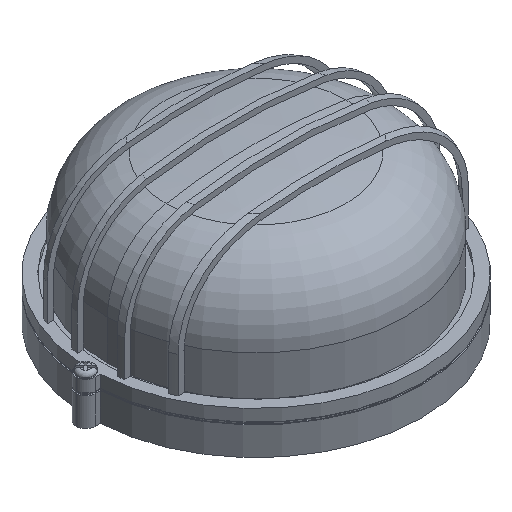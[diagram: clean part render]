
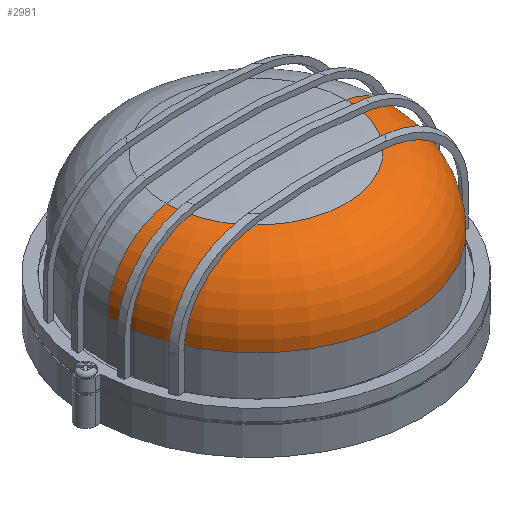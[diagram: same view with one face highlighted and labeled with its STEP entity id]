
A CAD part, isometric view. The second image highlights one B-rep face of the part: STEP entity #2981.
In plain terms, the highlighted toroidal (fillet/blend) face has major radius 41.419 mm and minor radius 37.081 mm.
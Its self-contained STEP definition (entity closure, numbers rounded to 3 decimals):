
#342 = CIRCLE ( 'NONE', #5380, 78.5 ) ;
#538 = EDGE_CURVE ( 'NONE', #3126, #1229, #342, .T. ) ;
#621 = VERTEX_POINT ( 'NONE', #2456 ) ;
#864 = EDGE_CURVE ( 'NONE', #621, #1616, #5563, .T. ) ;
#1229 = VERTEX_POINT ( 'NONE', #3090 ) ;
#1306 = DIRECTION ( 'NONE',  ( 0., 0., 1. ) ) ;
#1456 = DIRECTION ( 'NONE',  ( 0., 1., 0. ) ) ;
#1616 = VERTEX_POINT ( 'NONE', #3985 ) ;
#1748 = CIRCLE ( 'NONE', #5560, 37.081 ) ;
#2301 = CARTESIAN_POINT ( 'NONE',  ( 41.419, 0., 41.5 ) ) ;
#2316 = AXIS2_PLACEMENT_3D ( 'NONE', #4861, #1306, #2603 ) ;
#2456 = CARTESIAN_POINT ( 'NONE',  ( -47.5, 0., 78.079 ) ) ;
#2574 = EDGE_CURVE ( 'NONE', #1229, #1616, #3686, .T. ) ;
#2603 = DIRECTION ( 'NONE',  ( 1., 0., 0. ) ) ;
#2743 = DIRECTION ( 'NONE',  ( 0., 0., -1. ) ) ;
#2956 = ORIENTED_EDGE ( 'NONE', *, *, #4182, .F. ) ;
#2981 = ADVANCED_FACE ( 'NONE', ( #3337 ), #3318, .T. ) ;
#2998 = ORIENTED_EDGE ( 'NONE', *, *, #538, .T. ) ;
#3004 = ORIENTED_EDGE ( 'NONE', *, *, #2574, .T. ) ;
#3006 = AXIS2_PLACEMENT_3D ( 'NONE', #2301, #5400, #2743 ) ;
#3015 = ORIENTED_EDGE ( 'NONE', *, *, #864, .F. ) ;
#3090 = CARTESIAN_POINT ( 'NONE',  ( 78.5, 0., 41.5 ) ) ;
#3126 = VERTEX_POINT ( 'NONE', #3267 ) ;
#3155 = EDGE_LOOP ( 'NONE', ( #2956, #2998, #3004, #3015 ) ) ;
#3267 = CARTESIAN_POINT ( 'NONE',  ( -78.5, 0., 41.5 ) ) ;
#3318 = TOROIDAL_SURFACE ( 'NONE', #2316, 41.419, 37.081 ) ;
#3337 = FACE_OUTER_BOUND ( 'NONE', #3155, .T. ) ;
#3686 = CIRCLE ( 'NONE', #3006, 37.081 ) ;
#3985 = CARTESIAN_POINT ( 'NONE',  ( 47.5, 0., 78.079 ) ) ;
#4101 = CARTESIAN_POINT ( 'NONE',  ( -41.419, 0., 41.5 ) ) ;
#4182 = EDGE_CURVE ( 'NONE', #3126, #621, #1748, .T. ) ;
#4437 = DIRECTION ( 'NONE',  ( 1., 0., 0. ) ) ;
#4455 = DIRECTION ( 'NONE',  ( 0., 0., 1. ) ) ;
#4470 = CARTESIAN_POINT ( 'NONE',  ( 0., 0., 78.079 ) ) ;
#4568 = DIRECTION ( 'NONE',  ( -1., 0., 0. ) ) ;
#4861 = CARTESIAN_POINT ( 'NONE',  ( 0., 0., 41.5 ) ) ;
#5089 = AXIS2_PLACEMENT_3D ( 'NONE', #4470, #4455, #4437 ) ;
#5175 = DIRECTION ( 'NONE',  ( 1., 0., 0. ) ) ;
#5193 = DIRECTION ( 'NONE',  ( 0., 0., 1. ) ) ;
#5231 = CARTESIAN_POINT ( 'NONE',  ( 0., 0., 41.5 ) ) ;
#5380 = AXIS2_PLACEMENT_3D ( 'NONE', #5231, #5193, #5175 ) ;
#5400 = DIRECTION ( 'NONE',  ( 0., -1., 0. ) ) ;
#5560 = AXIS2_PLACEMENT_3D ( 'NONE', #4101, #1456, #4568 ) ;
#5563 = CIRCLE ( 'NONE', #5089, 47.5 ) ;
